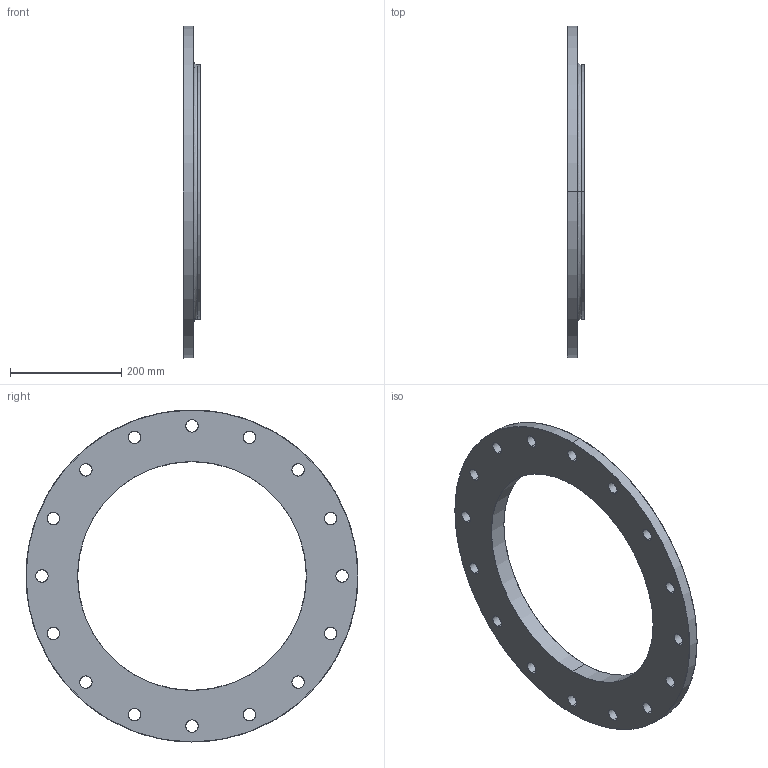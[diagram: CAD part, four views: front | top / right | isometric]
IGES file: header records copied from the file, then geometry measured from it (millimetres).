
Start section: SolidWorks IGES file using analytic representation for surfaces
Global section: file name: 16_CLB_C207_FF_SOF.IGS; native system: SolidWorks 2023; preprocessor: SolidWorks 2023; author: Ken_Snader; date: 240111.213419; units: inch
Bounding box: 31.75 x 596.9 x 596.9 mm (x, y, z)
Surface area: 394054.8 mm2 (no closed solid volume)
Topology: 0 solids, 0 shells, 43 faces, 1568 edges, 1568 vertices
Faces by surface type: revolution 38, bspline 5
